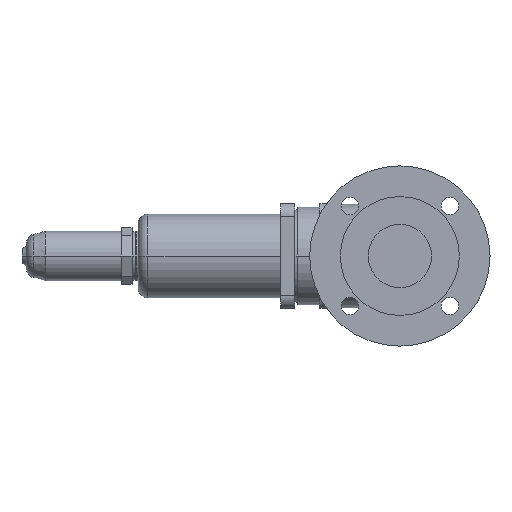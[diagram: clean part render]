
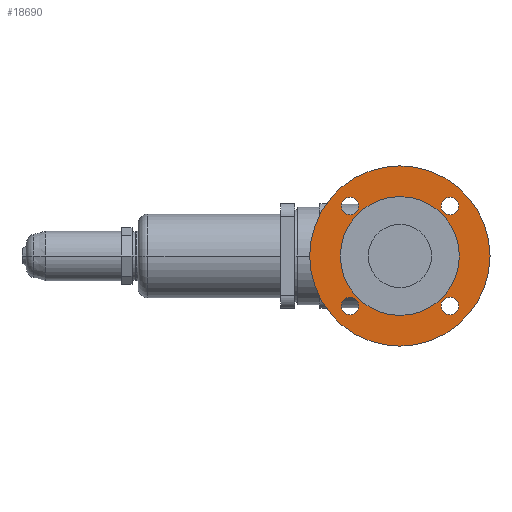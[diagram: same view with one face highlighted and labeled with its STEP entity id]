
A CAD part, left-side view. The second image highlights one B-rep face of the part: STEP entity #18690.
In plain terms, the highlighted planar face has unit normal (-1, 0, 0).
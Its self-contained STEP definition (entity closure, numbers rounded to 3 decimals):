
#9370=CARTESIAN_POINT('',(0.,0.,0.));
#9380=DIRECTION('',(-1.,0.,0.));
#9390=DIRECTION('',(0.,0.,-1.));
#9400=AXIS2_PLACEMENT_3D('',#9370,#9380,#9390);
#9410=CYLINDRICAL_SURFACE('',#9400,92.5);
#9480=CARTESIAN_POINT('',(4.3,0.,-92.5));
#9490=VERTEX_POINT('',#9480);
#9530=CARTESIAN_POINT('',(4.3,0.,0.));
#9540=DIRECTION('',(1.,0.,0.));
#9550=DIRECTION('',(0.,0.,-1.));
#9560=AXIS2_PLACEMENT_3D('',#9530,#9540,#9550);
#9570=CIRCLE('',#9560,92.5);
#9580=CARTESIAN_POINT('',(4.3,0.,92.5));
#9590=VERTEX_POINT('',#9580);
#9600=CARTESIAN_POINT('',(4.3,76.75,0.))
;
#9610=DIRECTION('',(1.,0.,0.));
#9620=DIRECTION('',(0.,-1.,0.));
#9630=AXIS2_PLACEMENT_3D('',#9600,#9610,#9620);
#9640=PLANE('',#9630);
#9650=SURFACE_CURVE('',#9570,(#9410,#9640),.CURVE_3D.);
#9660=EDGE_CURVE('',#9590,#9490,#9650,.T.);
#9880=CARTESIAN_POINT('',(0.,51.265,-51.265));
#9890=DIRECTION('',(-1.,0.,0.));
#9900=DIRECTION('',(0.,0.,-1.));
#9910=AXIS2_PLACEMENT_3D('',#9880,#9890,#9900);
#9920=CYLINDRICAL_SURFACE('',#9910,9.);
#9990=CARTESIAN_POINT('',(4.3,51.265,
-60.265));
#10000=VERTEX_POINT('',#9990);
#10040=CARTESIAN_POINT('',(4.3,51.265,
-51.265));
#10050=DIRECTION('',(-1.,0.,0.));
#10060=DIRECTION('',(0.,0.,-1.));
#10070=AXIS2_PLACEMENT_3D('',#10040,#10050,#10060);
#10080=CIRCLE('',#10070,9.);
#10090=CARTESIAN_POINT('',(4.3,51.265,
-42.265));
#10100=VERTEX_POINT('',#10090);
#10110=SURFACE_CURVE('',#10080,(#9920,#9640),.CURVE_3D.);
#10120=EDGE_CURVE('',#10100,#10000,#10110,.T.);
#10340=CARTESIAN_POINT('',(0.,-51.265,-51.265));
#10350=DIRECTION('',(-1.,0.,0.));
#10360=DIRECTION('',(0.,0.,-1.));
#10370=AXIS2_PLACEMENT_3D('',#10340,#10350,#10360);
#10380=CYLINDRICAL_SURFACE('',#10370,9.);
#10450=CARTESIAN_POINT('',(4.3,-51.265,
-42.265));
#10460=VERTEX_POINT('',#10450);
#10640=CARTESIAN_POINT('',(4.3,-51.265,
-60.265));
#10650=VERTEX_POINT('',#10640);
#10690=CARTESIAN_POINT('',(4.3,-51.265,
-51.265));
#10700=DIRECTION('',(-1.,0.,0.));
#10710=DIRECTION('',(0.,0.,-1.));
#10720=AXIS2_PLACEMENT_3D('',#10690,#10700,#10710);
#10730=CIRCLE('',#10720,9.);
#10740=SURFACE_CURVE('',#10730,(#9640,#10380),.CURVE_3D.);
#10750=EDGE_CURVE('',#10460,#10650,#10740,.T.);
#10800=CARTESIAN_POINT('',(0.,51.265,51.265));
#10810=DIRECTION('',(-1.,0.,0.));
#10820=DIRECTION('',(0.,0.,-1.));
#10830=AXIS2_PLACEMENT_3D('',#10800,#10810,#10820);
#10840=CYLINDRICAL_SURFACE('',#10830,9.);
#10910=CARTESIAN_POINT('',(4.3,51.265,
60.265));
#10920=VERTEX_POINT('',#10910);
#10960=CARTESIAN_POINT('',(4.3,51.265,
51.265));
#10970=DIRECTION('',(-1.,0.,0.));
#10980=DIRECTION('',(0.,0.,-1.));
#10990=AXIS2_PLACEMENT_3D('',#10960,#10970,#10980);
#11000=CIRCLE('',#10990,9.);
#11010=CARTESIAN_POINT('',(4.3,51.265,
42.265));
#11020=VERTEX_POINT('',#11010);
#11030=SURFACE_CURVE('',#11000,(#10840,#9640),.CURVE_3D.);
#11040=EDGE_CURVE('',#11020,#10920,#11030,.T.);
#11260=CARTESIAN_POINT('',(0.,-51.265,51.265));
#11270=DIRECTION('',(-1.,0.,0.));
#11280=DIRECTION('',(0.,0.,-1.));
#11290=AXIS2_PLACEMENT_3D('',#11260,#11270,#11280);
#11300=CYLINDRICAL_SURFACE('',#11290,9.);
#11370=CARTESIAN_POINT('',(4.3,-51.265,
60.265));
#11380=VERTEX_POINT('',#11370);
#11560=CARTESIAN_POINT('',(4.3,-51.265,
42.265));
#11570=VERTEX_POINT('',#11560);
#11610=CARTESIAN_POINT('',(4.3,-51.265,
51.265));
#11620=DIRECTION('',(-1.,0.,0.));
#11630=DIRECTION('',(0.,0.,-1.));
#11640=AXIS2_PLACEMENT_3D('',#11610,#11620,#11630);
#11650=CIRCLE('',#11640,9.);
#11660=SURFACE_CURVE('',#11650,(#9640,#11300),.CURVE_3D.);
#11670=EDGE_CURVE('',#11380,#11570,#11660,.T.);
#11720=CARTESIAN_POINT('',(2.15,0.,0.));
#11730=DIRECTION('',(1.,0.,0.));
#11740=DIRECTION('',(0.,1.,0.));
#11750=AXIS2_PLACEMENT_3D('',#11720,#11730,#11740);
#11760=CYLINDRICAL_SURFACE('',#11750,61.);
#11830=CARTESIAN_POINT('',(4.3,61.,0.));
#11840=VERTEX_POINT('',#11830);
#11880=CARTESIAN_POINT('',(4.3,0.,0.));
#11890=DIRECTION('',(-1.,0.,0.));
#11900=DIRECTION('',(0.,1.,0.));
#11910=AXIS2_PLACEMENT_3D('',#11880,#11890,#11900);
#11920=CIRCLE('',#11910,61.);
#11930=CARTESIAN_POINT('',(4.3,-61.,0.));
#11940=VERTEX_POINT('',#11930);
#11950=SURFACE_CURVE('',#11920,(#11760,#9640),.CURVE_3D.);
#11960=EDGE_CURVE('',#11940,#11840,#11950,.T.);
#18280=ORIENTED_EDGE('',*,*,#10120,.F.);
#18290=SURFACE_CURVE('',#10080,(#9920,#9640),.CURVE_3D.);
#18300=EDGE_CURVE('',#10000,#10100,#18290,.T.);
#18310=ORIENTED_EDGE('',*,*,#18300,.F.);
#18320=EDGE_LOOP('',(#18310,#18280));
#18330=FACE_BOUND('',#18320,.T.);
#18340=SURFACE_CURVE('',#10730,(#9640,#10380),.CURVE_3D.);
#18350=EDGE_CURVE('',#10650,#10460,#18340,.T.);
#18360=ORIENTED_EDGE('',*,*,#18350,.F.);
#18370=ORIENTED_EDGE('',*,*,#10750,.F.);
#18380=EDGE_LOOP('',(#18370,#18360));
#18390=FACE_BOUND('',#18380,.T.);
#18400=SURFACE_CURVE('',#11000,(#10840,#9640),.CURVE_3D.);
#18410=EDGE_CURVE('',#10920,#11020,#18400,.T.);
#18420=ORIENTED_EDGE('',*,*,#18410,.F.);
#18430=ORIENTED_EDGE('',*,*,#11040,.F.);
#18440=EDGE_LOOP('',(#18430,#18420));
#18450=FACE_BOUND('',#18440,.T.);
#18460=SURFACE_CURVE('',#11650,(#9640,#11300),.CURVE_3D.);
#18470=EDGE_CURVE('',#11570,#11380,#18460,.T.);
#18480=ORIENTED_EDGE('',*,*,#18470,.F.);
#18490=ORIENTED_EDGE('',*,*,#11670,.F.);
#18500=EDGE_LOOP('',(#18490,#18480));
#18510=FACE_BOUND('',#18500,.T.);
#18520=CARTESIAN_POINT('',(4.3,92.5,0.));
#18530=VERTEX_POINT('',#18520);
#18540=SURFACE_CURVE('',#9570,(#9410,#9640),.CURVE_3D.);
#18550=EDGE_CURVE('',#18530,#9590,#18540,.T.);
#18560=ORIENTED_EDGE('',*,*,#18550,.F.);
#18570=ORIENTED_EDGE('',*,*,#9660,.F.);
#18580=SURFACE_CURVE('',#9570,(#9410,#9640),.CURVE_3D.);
#18590=EDGE_CURVE('',#9490,#18530,#18580,.T.);
#18600=ORIENTED_EDGE('',*,*,#18590,.F.);
#18610=EDGE_LOOP('',(#18600,#18570,#18560));
#18620=FACE_OUTER_BOUND('',#18610,.T.);
#18630=ORIENTED_EDGE('',*,*,#11960,.F.);
#18640=SURFACE_CURVE('',#11920,(#11760,#9640),.CURVE_3D.);
#18650=EDGE_CURVE('',#11840,#11940,#18640,.T.);
#18660=ORIENTED_EDGE('',*,*,#18650,.F.);
#18670=EDGE_LOOP('',(#18660,#18630));
#18680=FACE_BOUND('',#18670,.T.);
#18690=ADVANCED_FACE('',(#18330,#18390,#18450,#18510,#18620,#18680),
#9640,.F.);
